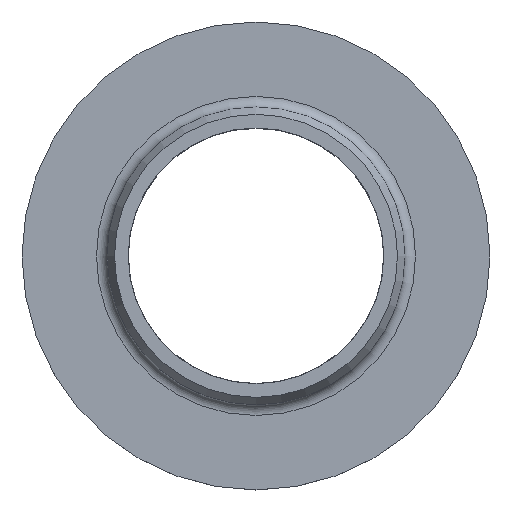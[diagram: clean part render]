
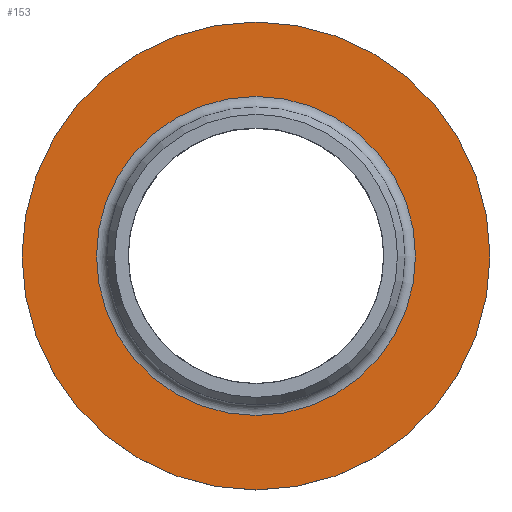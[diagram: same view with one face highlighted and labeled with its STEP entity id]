
A CAD part, top view. The second image highlights one B-rep face of the part: STEP entity #153.
In plain terms, the highlighted planar face has unit normal (0, 0, 1).
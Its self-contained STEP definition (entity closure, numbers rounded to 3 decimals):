
#38=FACE_BOUND('',#58,.T.);
#45=FACE_OUTER_BOUND('',#57,.T.);
#57=EDGE_LOOP('',(#125));
#58=EDGE_LOOP('',(#126));
#69=CIRCLE('',#190,5.5);
#71=CIRCLE('',#194,3.75);
#81=VERTEX_POINT('',#275);
#83=VERTEX_POINT('',#283);
#95=EDGE_CURVE('',#81,#81,#69,.T.);
#98=EDGE_CURVE('',#83,#83,#71,.T.);
#125=ORIENTED_EDGE('',*,*,#95,.T.);
#126=ORIENTED_EDGE('',*,*,#98,.T.);
#146=PLANE('',#193);
#153=ADVANCED_FACE('',(#45,#38),#146,.T.);
#190=AXIS2_PLACEMENT_3D('',#277,#226,#227);
#193=AXIS2_PLACEMENT_3D('',#282,#233,#234);
#194=AXIS2_PLACEMENT_3D('',#284,#235,#236);
#226=DIRECTION('center_axis',(0.,0.,1.));
#227=DIRECTION('ref_axis',(1.,0.,0.));
#233=DIRECTION('center_axis',(0.,0.,1.));
#234=DIRECTION('ref_axis',(1.,0.,0.));
#235=DIRECTION('center_axis',(0.,0.,-1.));
#236=DIRECTION('ref_axis',(1.,0.,0.));
#275=CARTESIAN_POINT('',(-5.5,0.,0.5));
#277=CARTESIAN_POINT('Origin',(0.,0.,0.5));
#282=CARTESIAN_POINT('Origin',(0.,0.,0.5));
#283=CARTESIAN_POINT('',(-3.75,0.,0.5));
#284=CARTESIAN_POINT('Origin',(0.,0.,0.5));
